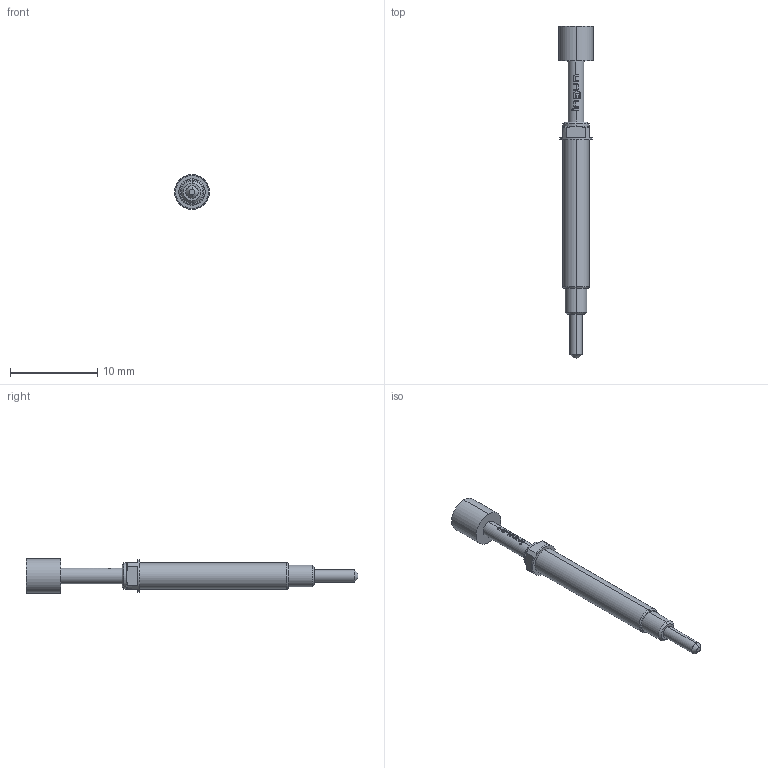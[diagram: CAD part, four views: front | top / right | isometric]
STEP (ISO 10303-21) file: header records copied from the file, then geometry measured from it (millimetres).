
FILE_DESCRIPTION (( 'STEP AP203' ), '1' );
FILE_NAME ('INGUN_GKS-503_303_400_A_xx02_M.STEP', '2020-07-16T15:28:31', ( '' ), ( '' ), 'SwSTEP 2.0', 'SolidWorks 2018', '' );
FILE_SCHEMA (( 'CONFIG_CONTROL_DESIGN' ));
Length unit declared in the file: millimetre
Products named in the file (1): INGUN_GKS-503_303_400_A_xx02_M
Bounding box: 4 x 38 x 4 mm (x, y, z)
Volume: 218.5 mm3; surface area: 359.7 mm2
Topology: 1 solids, 1 shells, 121 faces, 330 edges, 215 vertices
Faces by surface type: plane 54, cylinder 33, bspline 22, cone 10, torus 2
Entity records: 4881 total; most frequent: CARTESIAN_POINT 2231, ORIENTED_EDGE 656, DIRECTION 346, EDGE_CURVE 328, B_SPLINE_CURVE_WITH_KNOTS 228, VERTEX_POINT 215, AXIS2_PLACEMENT_3D 146, EDGE_LOOP 127
